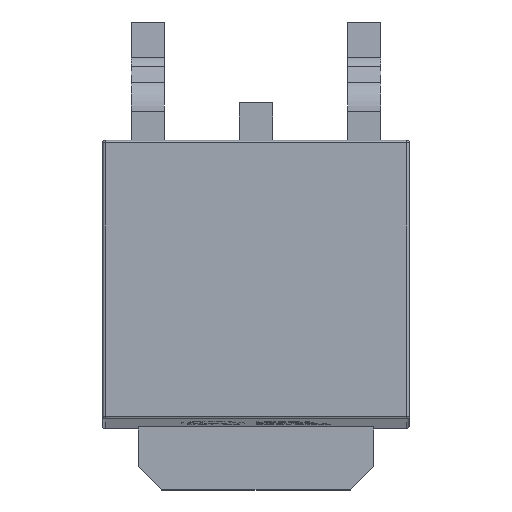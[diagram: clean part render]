
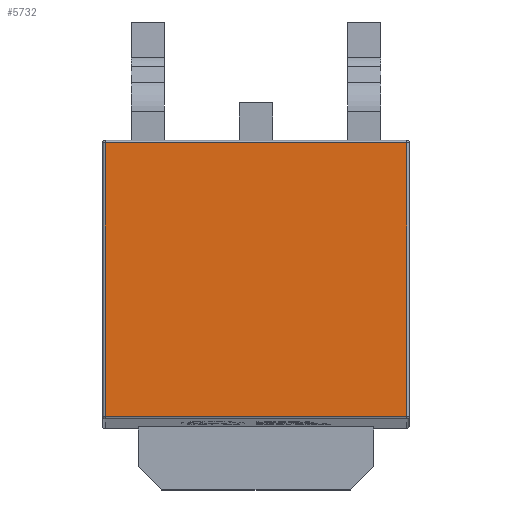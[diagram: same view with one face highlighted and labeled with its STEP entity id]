
A CAD part, top view. The second image highlights one B-rep face of the part: STEP entity #5732.
In plain terms, the highlighted planar face has unit normal (0, 0, 1).
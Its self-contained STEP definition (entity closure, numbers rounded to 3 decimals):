
#400=FACE_OUTER_BOUND('',#740,.T.);
#740=EDGE_LOOP('',(#4019,#4020,#4021,#4022));
#1258=LINE('',#8428,#1868);
#1259=LINE('',#8430,#1869);
#1260=LINE('',#8432,#1870);
#1261=LINE('',#8433,#1871);
#1868=VECTOR('',#6717,1.);
#1869=VECTOR('',#6718,1.);
#1870=VECTOR('',#6719,1.);
#1871=VECTOR('',#6720,1.);
#2539=VERTEX_POINT('',#8426);
#2540=VERTEX_POINT('',#8427);
#2541=VERTEX_POINT('',#8429);
#2542=VERTEX_POINT('',#8431);
#3110=EDGE_CURVE('',#2539,#2540,#1258,.T.);
#3111=EDGE_CURVE('',#2540,#2541,#1259,.T.);
#3112=EDGE_CURVE('',#2541,#2542,#1260,.T.);
#3113=EDGE_CURVE('',#2542,#2539,#1261,.T.);
#4019=ORIENTED_EDGE('',*,*,#3110,.T.);
#4020=ORIENTED_EDGE('',*,*,#3111,.T.);
#4021=ORIENTED_EDGE('',*,*,#3112,.T.);
#4022=ORIENTED_EDGE('',*,*,#3113,.T.);
#5419=PLANE('',#6110);
#5732=ADVANCED_FACE('',(#400),#5419,.T.);
#6110=AXIS2_PLACEMENT_3D('',#8425,#6715,#6716);
#6715=DIRECTION('center_axis',(0.,0.,1.));
#6716=DIRECTION('ref_axis',(-1.,0.,0.));
#6717=DIRECTION('',(0.,1.,0.));
#6718=DIRECTION('',(-1.,0.,0.));
#6719=DIRECTION('',(0.,-1.,0.));
#6720=DIRECTION('',(1.,0.,0.));
#8425=CARTESIAN_POINT('Origin',(2.3,3.957,2.3));
#8426=CARTESIAN_POINT('',(3.2,-4.396,2.3));
#8427=CARTESIAN_POINT('',(3.2,1.407,2.3));
#8428=CARTESIAN_POINT('',(3.2,1.457,2.3));
#8429=CARTESIAN_POINT('',(-3.2,1.407,2.3));
#8430=CARTESIAN_POINT('',(-3.25,1.407,2.3));
#8431=CARTESIAN_POINT('',(-3.2,-4.396,2.3));
#8432=CARTESIAN_POINT('',(-3.2,-4.442,2.3));
#8433=CARTESIAN_POINT('',(3.25,-4.396,2.3));
